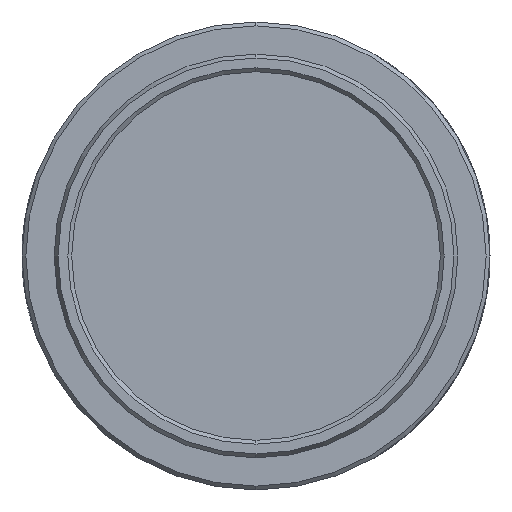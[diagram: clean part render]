
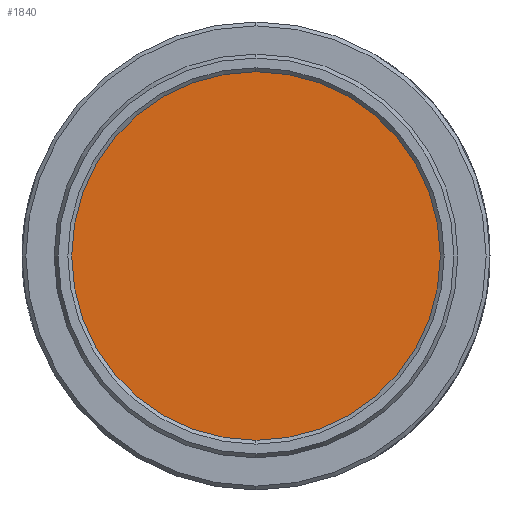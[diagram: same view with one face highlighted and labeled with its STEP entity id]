
A CAD part, left-side view. The second image highlights one B-rep face of the part: STEP entity #1840.
In plain terms, the highlighted planar face has unit normal (-1, 0, 0).
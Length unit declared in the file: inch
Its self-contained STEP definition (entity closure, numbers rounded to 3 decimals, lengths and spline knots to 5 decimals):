
#207 = CIRCLE ( 'NONE', #14430, 0.5 ) ;
#344 = CIRCLE ( 'NONE', #11931, 0.5 ) ;
#471 = PLANE ( 'NONE',  #1178 ) ;
#1178 = AXIS2_PLACEMENT_3D ( 'NONE', #8371, #2787, #10787 ) ;
#1219 = FACE_OUTER_BOUND ( 'NONE', #9204, .T. ) ;
#1840 = ADVANCED_FACE ( 'NONE', ( #1219 ), #471, .F. ) ;
#2787 = DIRECTION ( 'NONE',  ( 1., 0., 0. ) ) ;
#5620 = ORIENTED_EDGE ( 'NONE', *, *, #11793, .F. ) ;
#5794 = CARTESIAN_POINT ( 'NONE',  ( -0.14, 0., 0. ) ) ;
#5963 = CARTESIAN_POINT ( 'NONE',  ( -0.14, 0., 0. ) ) ;
#6961 = DIRECTION ( 'NONE',  ( 0., 0., 1. ) ) ;
#7125 = DIRECTION ( 'NONE',  ( 0., 0., 1. ) ) ;
#8371 = CARTESIAN_POINT ( 'NONE',  ( -0.14, 0., 0. ) ) ;
#8585 = CARTESIAN_POINT ( 'NONE',  ( -0.14, 0., 0.5 ) ) ;
#9204 = EDGE_LOOP ( 'NONE', ( #12806, #5620 ) ) ;
#10772 = CARTESIAN_POINT ( 'NONE',  ( -0.14, 0., -0.5 ) ) ;
#10787 = DIRECTION ( 'NONE',  ( 0., 0., 1. ) ) ;
#11793 = EDGE_CURVE ( 'NONE', #13687, #12010, #344, .T. ) ;
#11931 = AXIS2_PLACEMENT_3D ( 'NONE', #5794, #13804, #6961 ) ;
#12010 = VERTEX_POINT ( 'NONE', #8585 ) ;
#12806 = ORIENTED_EDGE ( 'NONE', *, *, #13429, .F. ) ;
#13429 = EDGE_CURVE ( 'NONE', #12010, #13687, #207, .T. ) ;
#13687 = VERTEX_POINT ( 'NONE', #10772 ) ;
#13804 = DIRECTION ( 'NONE',  ( 1., 0., 0. ) ) ;
#13967 = DIRECTION ( 'NONE',  ( 1., 0., 0. ) ) ;
#14430 = AXIS2_PLACEMENT_3D ( 'NONE', #5963, #13967, #7125 ) ;
